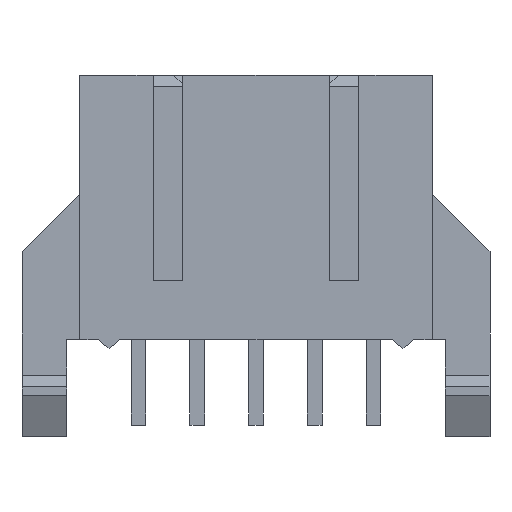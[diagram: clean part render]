
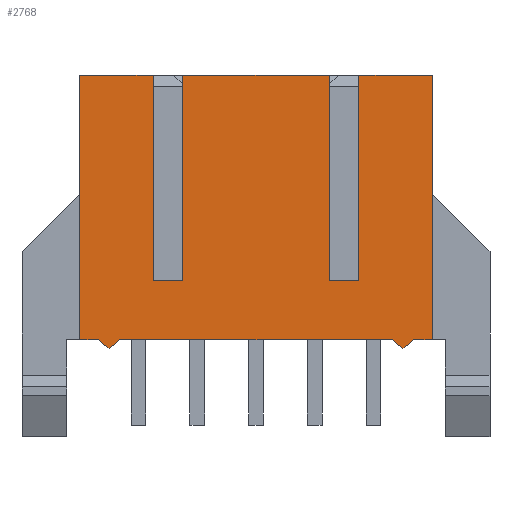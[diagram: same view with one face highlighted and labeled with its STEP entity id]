
A CAD part, front view. The second image highlights one B-rep face of the part: STEP entity #2768.
In plain terms, the highlighted planar face has unit normal (0, -1, 0).
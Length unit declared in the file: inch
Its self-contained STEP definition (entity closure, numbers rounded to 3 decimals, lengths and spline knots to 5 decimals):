
#5=DIRECTION('',(1.,0.,0.));
#6=VECTOR('',#5,0.46425);
#7=CARTESIAN_POINT('',(-0.23212,-0.1,-0.225));
#8=LINE('',#7,#6);
#49=DIRECTION('',(1.,0.,0.));
#50=VECTOR('',#49,0.03212);
#51=CARTESIAN_POINT('',(0.26788,-0.1,-0.225));
#52=LINE('',#51,#50);
#73=DIRECTION('',(1.,0.,0.));
#74=VECTOR('',#73,0.03212);
#75=CARTESIAN_POINT('',(-0.3,-0.1,-0.225));
#76=LINE('',#75,#74);
#257=DIRECTION('',(1.,0.,0.));
#258=VECTOR('',#257,0.25);
#259=CARTESIAN_POINT('',(-0.125,-0.1,0.225));
#260=LINE('',#259,#258);
#273=DIRECTION('',(1.,0.,0.));
#274=VECTOR('',#273,0.125);
#275=CARTESIAN_POINT('',(-0.3,-0.1,0.225));
#276=LINE('',#275,#274);
#321=DIRECTION('',(1.,0.,0.));
#322=VECTOR('',#321,0.125);
#323=CARTESIAN_POINT('',(0.175,-0.1,0.225));
#324=LINE('',#323,#322);
#365=DIRECTION('',(1.,0.,0.));
#366=VECTOR('',#365,0.05);
#367=CARTESIAN_POINT('',(-0.175,-0.1,-0.125));
#368=LINE('',#367,#366);
#369=DIRECTION('',(0.,0.,-1.));
#370=VECTOR('',#369,0.35);
#371=CARTESIAN_POINT('',(-0.125,-0.1,0.225));
#372=LINE('',#371,#370);
#373=DIRECTION('',(0.,0.,-1.));
#374=VECTOR('',#373,0.35);
#375=CARTESIAN_POINT('',(0.125,-0.1,0.225));
#376=LINE('',#375,#374);
#377=DIRECTION('',(1.,0.,0.));
#378=VECTOR('',#377,0.05);
#379=CARTESIAN_POINT('',(0.125,-0.1,-0.125));
#380=LINE('',#379,#378);
#381=DIRECTION('',(0.,0.,-1.));
#382=VECTOR('',#381,0.35);
#383=CARTESIAN_POINT('',(0.175,-0.1,0.225));
#384=LINE('',#383,#382);
#385=DIRECTION('',(-0.766,0.,-0.643));
#386=VECTOR('',#385,0.02334);
#387=CARTESIAN_POINT('',(0.26788,-0.1,-0.225));
#388=LINE('',#387,#386);
#389=DIRECTION('',(-0.766,0.,0.643));
#390=VECTOR('',#389,0.02334);
#391=CARTESIAN_POINT('',(0.25,-0.1,-0.24));
#392=LINE('',#391,#390);
#393=DIRECTION('',(-0.766,0.,-0.643));
#394=VECTOR('',#393,0.02334);
#395=CARTESIAN_POINT('',(-0.23212,-0.1,-0.225));
#396=LINE('',#395,#394);
#397=DIRECTION('',(-0.766,0.,0.643));
#398=VECTOR('',#397,0.02334);
#399=CARTESIAN_POINT('',(-0.25,-0.1,-0.24));
#400=LINE('',#399,#398);
#401=DIRECTION('',(0.,0.,1.));
#402=VECTOR('',#401,0.45);
#403=CARTESIAN_POINT('',(-0.3,-0.1,-0.225));
#404=LINE('',#403,#402);
#405=DIRECTION('',(0.,0.,-1.));
#406=VECTOR('',#405,0.35);
#407=CARTESIAN_POINT('',(-0.175,-0.1,0.225));
#408=LINE('',#407,#406);
#1177=DIRECTION('',(0.,0.,1.));
#1178=VECTOR('',#1177,0.45);
#1179=CARTESIAN_POINT('',(0.3,-0.1,-0.225));
#1180=LINE('',#1179,#1178);
#1796=CARTESIAN_POINT('',(-0.3,-0.1,0.225));
#1798=VERTEX_POINT('',#1796);
#1799=CARTESIAN_POINT('',(0.3,-0.1,0.225));
#1801=VERTEX_POINT('',#1799);
#1813=CARTESIAN_POINT('',(-0.3,-0.1,-0.225));
#1814=VERTEX_POINT('',#1813);
#1815=CARTESIAN_POINT('',(0.3,-0.1,-0.225));
#1816=VERTEX_POINT('',#1815);
#1827=CARTESIAN_POINT('',(-0.25,-0.1,-0.24));
#1829=VERTEX_POINT('',#1827);
#1831=CARTESIAN_POINT('',(0.25,-0.1,-0.24));
#1833=VERTEX_POINT('',#1831);
#1835=CARTESIAN_POINT('',(-0.23212,-0.1,-0.225));
#1837=VERTEX_POINT('',#1835);
#1839=CARTESIAN_POINT('',(-0.26788,-0.1,-0.225));
#1841=VERTEX_POINT('',#1839);
#1843=CARTESIAN_POINT('',(0.26788,-0.1,-0.225));
#1845=VERTEX_POINT('',#1843);
#1847=CARTESIAN_POINT('',(0.23212,-0.1,-0.225));
#1849=VERTEX_POINT('',#1847);
#2179=CARTESIAN_POINT('',(0.125,-0.1,0.225));
#2181=VERTEX_POINT('',#2179);
#2183=CARTESIAN_POINT('',(0.175,-0.1,0.225));
#2185=VERTEX_POINT('',#2183);
#2187=CARTESIAN_POINT('',(-0.175,-0.1,-0.125));
#2188=CARTESIAN_POINT('',(-0.125,-0.1,-0.125));
#2189=VERTEX_POINT('',#2187);
#2190=VERTEX_POINT('',#2188);
#2191=CARTESIAN_POINT('',(0.125,-0.1,-0.125));
#2192=VERTEX_POINT('',#2191);
#2193=CARTESIAN_POINT('',(0.175,-0.1,-0.125));
#2194=VERTEX_POINT('',#2193);
#2203=CARTESIAN_POINT('',(-0.175,-0.1,0.225));
#2204=VERTEX_POINT('',#2203);
#2205=CARTESIAN_POINT('',(-0.125,-0.1,0.225));
#2206=VERTEX_POINT('',#2205);
#2734=CARTESIAN_POINT('',(-0.3,-0.1,-0.225));
#2735=DIRECTION('',(0.,-1.,0.));
#2736=DIRECTION('',(1.,0.,0.));
#2737=AXIS2_PLACEMENT_3D('',#2734,#2735,#2736);
#2738=PLANE('',#2737);
#2740=ORIENTED_EDGE('',*,*,#2739,.T.);
#2741=ORIENTED_EDGE('',*,*,#2724,.F.);
#2742=ORIENTED_EDGE('',*,*,#2596,.T.);
#2743=ORIENTED_EDGE('',*,*,#2669,.T.);
#2745=ORIENTED_EDGE('',*,*,#2744,.T.);
#2747=ORIENTED_EDGE('',*,*,#2746,.F.);
#2748=ORIENTED_EDGE('',*,*,#2652,.T.);
#2750=ORIENTED_EDGE('',*,*,#2749,.F.);
#2751=ORIENTED_EDGE('',*,*,#2466,.F.);
#2753=ORIENTED_EDGE('',*,*,#2752,.T.);
#2755=ORIENTED_EDGE('',*,*,#2754,.T.);
#2756=ORIENTED_EDGE('',*,*,#2382,.F.);
#2757=ORIENTED_EDGE('',*,*,#2519,.T.);
#2759=ORIENTED_EDGE('',*,*,#2758,.T.);
#2760=ORIENTED_EDGE('',*,*,#2486,.F.);
#2762=ORIENTED_EDGE('',*,*,#2761,.T.);
#2763=ORIENTED_EDGE('',*,*,#2632,.T.);
#2765=ORIENTED_EDGE('',*,*,#2764,.T.);
#2766=EDGE_LOOP('',(#2740,#2741,#2742,#2743,#2745,#2747,#2748,#2750,#2751,#2753,
#2755,#2756,#2757,#2759,#2760,#2762,#2763,#2765));
#2767=FACE_OUTER_BOUND('',#2766,.F.);
#2768=ADVANCED_FACE('',(#2767),#2738,.T.);
#2382=EDGE_CURVE('',#1837,#1849,#8,.T.);
#2466=EDGE_CURVE('',#1845,#1816,#52,.T.);
#2486=EDGE_CURVE('',#1814,#1841,#76,.T.);
#2519=EDGE_CURVE('',#1837,#1829,#396,.T.);
#2596=EDGE_CURVE('',#2206,#2181,#260,.T.);
#2632=EDGE_CURVE('',#1798,#2204,#276,.T.);
#2652=EDGE_CURVE('',#2185,#1801,#324,.T.);
#2669=EDGE_CURVE('',#2181,#2192,#376,.T.);
#2724=EDGE_CURVE('',#2206,#2190,#372,.T.);
#2739=EDGE_CURVE('',#2189,#2190,#368,.T.);
#2744=EDGE_CURVE('',#2192,#2194,#380,.T.);
#2746=EDGE_CURVE('',#2185,#2194,#384,.T.);
#2749=EDGE_CURVE('',#1816,#1801,#1180,.T.);
#2752=EDGE_CURVE('',#1845,#1833,#388,.T.);
#2754=EDGE_CURVE('',#1833,#1849,#392,.T.);
#2758=EDGE_CURVE('',#1829,#1841,#400,.T.);
#2761=EDGE_CURVE('',#1814,#1798,#404,.T.);
#2764=EDGE_CURVE('',#2204,#2189,#408,.T.);
